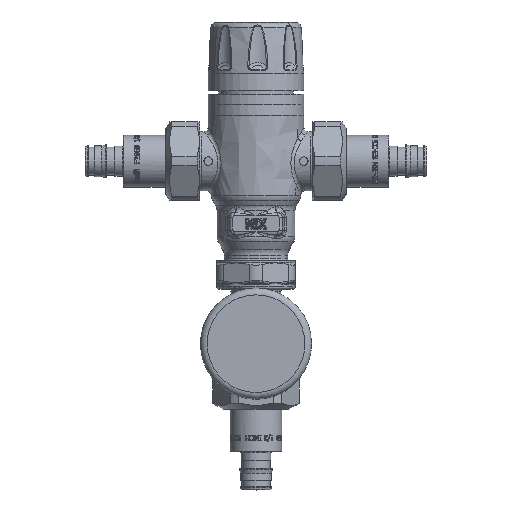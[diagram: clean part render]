
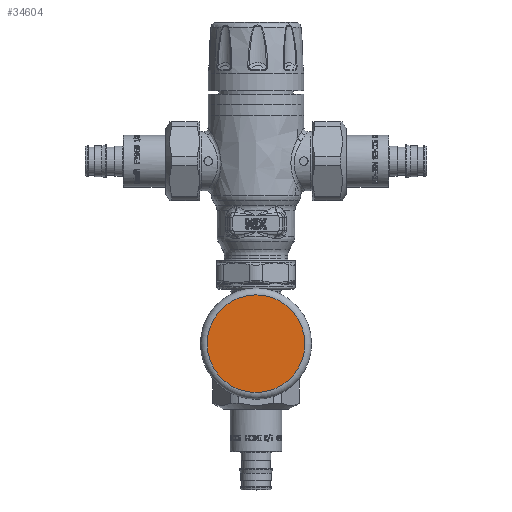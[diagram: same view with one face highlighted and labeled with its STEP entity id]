
A CAD part, top view. The second image highlights one B-rep face of the part: STEP entity #34604.
In plain terms, the highlighted planar face has unit normal (0, 0, 1).
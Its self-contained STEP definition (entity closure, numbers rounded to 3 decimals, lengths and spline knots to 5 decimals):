
#1851=PLANE('',#37804);
#3436=FACE_OUTER_BOUND('',#5666,.T.);
#5666=EDGE_LOOP('',(#27156));
#7743=CIRCLE('',#37798,0.905);
#14844=VERTEX_POINT('',#104607);
#19136=EDGE_CURVE('',#14844,#14844,#7743,.T.);
#27156=ORIENTED_EDGE('',*,*,#19136,.F.);
#34604=ADVANCED_FACE('',(#3436),#1851,.T.);
#37798=AXIS2_PLACEMENT_3D('',#104608,#44084,#44085);
#37804=AXIS2_PLACEMENT_3D('',#104618,#44097,#44098);
#44084=DIRECTION('center_axis',(0.,0.,-1.));
#44085=DIRECTION('ref_axis',(-1.,0.,0.));
#44097=DIRECTION('center_axis',(0.,0.,1.));
#44098=DIRECTION('ref_axis',(1.,0.,0.));
#104607=CARTESIAN_POINT('',(-0.905,0.,0.41));
#104608=CARTESIAN_POINT('Origin',(0.,0.,0.41));
#104618=CARTESIAN_POINT('Origin',(0.,0.,0.41));
